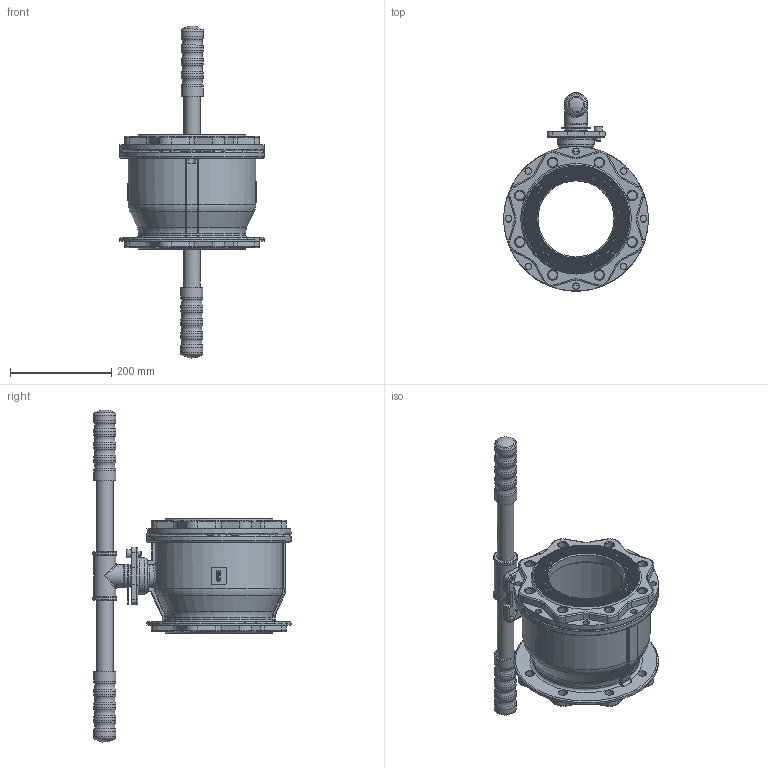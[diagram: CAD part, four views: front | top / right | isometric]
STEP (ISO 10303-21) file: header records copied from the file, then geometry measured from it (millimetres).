
FILE_DESCRIPTION(/* description */ ('Unknown'),/* implementation_level */ '2;1');
FILE_NAME(/* name */ '939-14_(8M.460.150)',/* time_stamp */ '2021-09-10T09:57:12+02:00',/* author */ ('Unknown'),/* organization */ ('Unknown'),/* preprocessor_version */ 'ST-DEVELOPER v16.7',/* originating_system */ 'Solid Edge',/* authorisation */ 'Unknown');
FILE_SCHEMA (('AUTOMOTIVE_DESIGN {1 0 10303 214 3 1 1}'));
Length unit declared in the file: millimetre
Products named in the file (12): 939-14_(8M.460.150); MV-24D DN200 PLASTIC COVER; Nut; Handle; Lock Device; Sleeve; Stem; Stop pin; Cap; Plate Washer; Body; Nut Stopper
Assembly tree (12 placements, depth 2):
  939-14_(8M.460.150)
    MV-24D DN200 PLASTIC COVER  x2
    Nut
    Handle
    Lock Device
    Sleeve
    Stem
    Stop pin
    Cap
    Plate Washer
    Body
    Nut Stopper
Bounding box: 285 x 390.88 x 654.49 mm (x, y, z)
Volume: 3872414.5 mm3; surface area: 860068.8 mm2
Topology: 12 solids, 12 shells, 918 faces, 2294 edges, 1435 vertices
Faces by surface type: plane 366, cylinder 248, bspline 146, torus 102, cone 50, sphere 6
Full cylindrical faces by diameter (mm): 10 x1, 12.5 x8, 13 x8, 16 x1, 17.8 x16, 22.8 x1, 27 x4, 27.2 x1, 27.5 x1, 27.6 x1, 32.6 x1, 34 x2, 35 x1, 36 x1, 38 x2, 44 x13, 47 x3, 54 x1, 71 x1, 150 x2, 188 x2, 233.2 x1, 234 x1, 245 x1, 285 x3
Entity records: 63412 total; most frequent: CARTESIAN_POINT 43162, ORIENTED_EDGE 4124, DIRECTION 3821, EDGE_CURVE 2062, AXIS2_PLACEMENT_3D 1391, VERTEX_POINT 1364, EDGE_LOOP 1146, FACE_BOUND 1146
